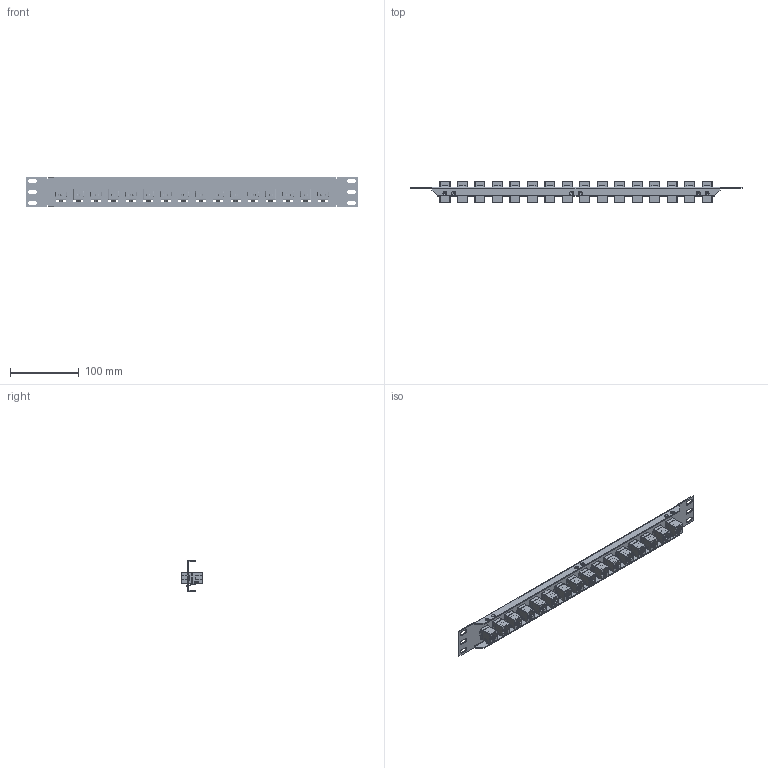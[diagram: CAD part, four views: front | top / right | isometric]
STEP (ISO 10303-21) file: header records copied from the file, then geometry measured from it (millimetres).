
FILE_DESCRIPTION (( 'STEP AP203' ), '1' );
FILE_NAME ('PR175C6A-16S.STEP', '2014-10-15T18:49:22', ( 'x' ), ( '' ), 'SwSTEP 2.0', 'SolidWorks 2014', '' );
FILE_SCHEMA (( 'CONFIG_CONTROL_DESIGN' ));
Length unit declared in the file: inch
Products named in the file (3): PR175UJ16-MA1; TDG1026KS-C6A_New Logo - Latch Depressed; PR175C6A-16S
Assembly tree (17 placements, depth 2):
  PR175C6A-16S
    PR175UJ16-MA1
    TDG1026KS-C6A_New Logo - Latch Depressed  x16
Bounding box: 482.6 x 30 x 43.94 mm (x, y, z)
Volume: 120174.6 mm3; surface area: 111635 mm2
Topology: 17 solids, 17 shells, 6981 faces, 19240 edges, 12480 vertices
Faces by surface type: plane 4245, bspline 1656, cylinder 880, sphere 128, torus 48, cone 24
Entity records: 39064 total; most frequent: CARTESIAN_POINT 15072, ORIENTED_EDGE 5276, DIRECTION 3891, EDGE_CURVE 2638, LINE 1949, VECTOR 1949, VERTEX_POINT 1740, EDGE_LOOP 1136
